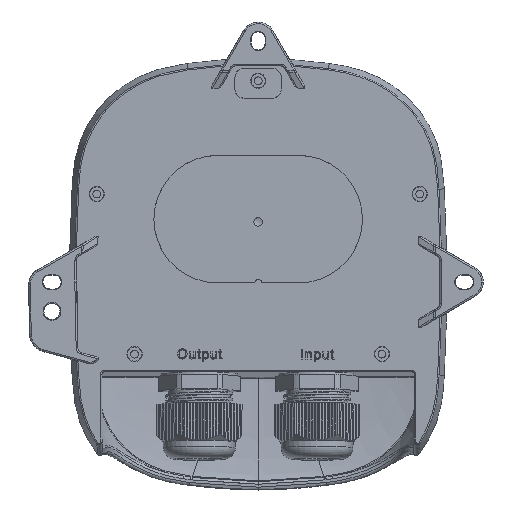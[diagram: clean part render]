
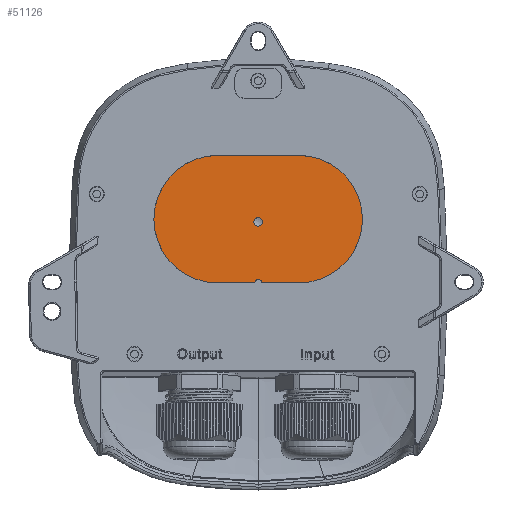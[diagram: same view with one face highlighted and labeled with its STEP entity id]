
A CAD part, top view. The second image highlights one B-rep face of the part: STEP entity #51126.
In plain terms, the highlighted planar face has unit normal (0, 0, 1).
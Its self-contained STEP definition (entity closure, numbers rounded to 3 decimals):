
#573 = DIRECTION ( 'NONE',  ( 0., 1., 0. ) ) ;
#1750 = CARTESIAN_POINT ( 'NONE',  ( 56.176, 60.509, 103.02 ) ) ;
#2379 = DIRECTION ( 'NONE',  ( -1., 0., 0. ) ) ;
#3352 = CARTESIAN_POINT ( 'NONE',  ( 69.476, 106.109, 103.02 ) ) ;
#3901 = AXIS2_PLACEMENT_3D ( 'NONE', #69032, #47822, #24219 ) ;
#5299 = ORIENTED_EDGE ( 'NONE', *, *, #21111, .T. ) ;
#5766 = DIRECTION ( 'NONE',  ( 0., 0., -1. ) ) ;
#7940 = LINE ( 'NONE', #68487, #20166 ) ;
#8692 = DIRECTION ( 'NONE',  ( -1., 0., 0. ) ) ;
#8801 = VECTOR ( 'NONE', #8692, 1000. ) ;
#9621 = ORIENTED_EDGE ( 'NONE', *, *, #25843, .T. ) ;
#9873 = CIRCLE ( 'NONE', #72818, 22.8 ) ;
#11074 = LINE ( 'NONE', #89299, #52148 ) ;
#11255 = CARTESIAN_POINT ( 'NONE',  ( 69.476, 60.509, 103.02 ) ) ;
#12527 = VERTEX_POINT ( 'NONE', #3352 ) ;
#12845 = VERTEX_POINT ( 'NONE', #27410 ) ;
#13690 = DIRECTION ( 'NONE',  ( 0., 0., 1. ) ) ;
#15095 = CARTESIAN_POINT ( 'NONE',  ( 40.476, 106.109, 103.02 ) ) ;
#18066 = PLANE ( 'NONE',  #38976 ) ;
#19562 = VECTOR ( 'NONE', #82301, 1000. ) ;
#20166 = VECTOR ( 'NONE', #573, 1000. ) ;
#21069 = DIRECTION ( 'NONE',  ( 0., -1., 0. ) ) ;
#21111 = EDGE_CURVE ( 'NONE', #12527, #84826, #82631, .T. ) ;
#21733 = VERTEX_POINT ( 'NONE', #1750 ) ;
#22265 = CARTESIAN_POINT ( 'NONE',  ( 53.776, 60.509, 103.02 ) ) ;
#23417 = EDGE_CURVE ( 'NONE', #82349, #12845, #7940, .T. ) ;
#24219 = DIRECTION ( 'NONE',  ( -1., 0., 0. ) ) ;
#25843 = EDGE_CURVE ( 'NONE', #27281, #82349, #85987, .T. ) ;
#26755 = CIRCLE ( 'NONE', #81881, 1.2 ) ;
#27281 = VERTEX_POINT ( 'NONE', #92730 ) ;
#27410 = CARTESIAN_POINT ( 'NONE',  ( 53.776, 60.609, 103.02 ) ) ;
#30860 = CARTESIAN_POINT ( 'NONE',  ( 54.976, 60.609, 103.02 ) ) ;
#31280 = EDGE_CURVE ( 'NONE', #87989, #12527, #75945, .T. ) ;
#32143 = EDGE_LOOP ( 'NONE', ( #76276, #47701, #63780, #5299, #49118, #9621, #86438, #56127 ) ) ;
#33676 = CARTESIAN_POINT ( 'NONE',  ( 56.496, 82.309, 103.02 ) ) ;
#35847 = DIRECTION ( 'NONE',  ( 0., 0., 1. ) ) ;
#38467 = EDGE_LOOP ( 'NONE', ( #74637, #42287 ) ) ;
#38976 = AXIS2_PLACEMENT_3D ( 'NONE', #40728, #70290, #2379 ) ;
#40150 = CARTESIAN_POINT ( 'NONE',  ( 40.476, 106.109, 103.02 ) ) ;
#40728 = CARTESIAN_POINT ( 'NONE',  ( 54.976, 92.3, 103.02 ) ) ;
#42287 = ORIENTED_EDGE ( 'NONE', *, *, #76499, .T. ) ;
#42640 = DIRECTION ( 'NONE',  ( 1., 0., 0. ) ) ;
#44198 = DIRECTION ( 'NONE',  ( 0., -1., 0. ) ) ;
#46651 = FACE_OUTER_BOUND ( 'NONE', #32143, .T. ) ;
#47701 = ORIENTED_EDGE ( 'NONE', *, *, #92728, .T. ) ;
#47822 = DIRECTION ( 'NONE',  ( 0., 0., -1. ) ) ;
#48690 = VECTOR ( 'NONE', #42640, 1000. ) ;
#49118 = ORIENTED_EDGE ( 'NONE', *, *, #60102, .T. ) ;
#49685 = CARTESIAN_POINT ( 'NONE',  ( 40.476, 83.309, 103.02 ) ) ;
#51126 = ADVANCED_FACE ( 'NONE', ( #46651, #78703 ), #18066, .T. ) ;
#52148 = VECTOR ( 'NONE', #88341, 1000. ) ;
#53866 = EDGE_CURVE ( 'NONE', #83245, #12845, #26755, .T. ) ;
#56127 = ORIENTED_EDGE ( 'NONE', *, *, #53866, .F. ) ;
#57126 = AXIS2_PLACEMENT_3D ( 'NONE', #82182, #35847, #44198 ) ;
#60102 = EDGE_CURVE ( 'NONE', #84826, #27281, #9873, .T. ) ;
#62456 = VERTEX_POINT ( 'NONE', #33676 ) ;
#63780 = ORIENTED_EDGE ( 'NONE', *, *, #31280, .T. ) ;
#63807 = CARTESIAN_POINT ( 'NONE',  ( 53.776, 60.509, 103.02 ) ) ;
#64062 = VERTEX_POINT ( 'NONE', #80641 ) ;
#65338 = DIRECTION ( 'NONE',  ( -1., 0., 0. ) ) ;
#66419 = CIRCLE ( 'NONE', #69605, 1.52 ) ;
#68487 = CARTESIAN_POINT ( 'NONE',  ( 53.776, 60.609, 103.02 ) ) ;
#69032 = CARTESIAN_POINT ( 'NONE',  ( 54.976, 82.309, 103.02 ) ) ;
#69605 = AXIS2_PLACEMENT_3D ( 'NONE', #73242, #5766, #65338 ) ;
#70290 = DIRECTION ( 'NONE',  ( 0., 0., 1. ) ) ;
#71688 = EDGE_CURVE ( 'NONE', #83245, #21733, #11074, .T. ) ;
#72448 = LINE ( 'NONE', #83261, #19562 ) ;
#72818 = AXIS2_PLACEMENT_3D ( 'NONE', #49685, #13690, #21069 ) ;
#72973 = EDGE_CURVE ( 'NONE', #64062, #62456, #66419, .T. ) ;
#73242 = CARTESIAN_POINT ( 'NONE',  ( 54.976, 82.309, 103.02 ) ) ;
#74637 = ORIENTED_EDGE ( 'NONE', *, *, #72973, .T. ) ;
#74705 = DIRECTION ( 'NONE',  ( 1., 0., 0. ) ) ;
#75945 = CIRCLE ( 'NONE', #57126, 22.8 ) ;
#76276 = ORIENTED_EDGE ( 'NONE', *, *, #71688, .T. ) ;
#76499 = EDGE_CURVE ( 'NONE', #62456, #64062, #85647, .T. ) ;
#78703 = FACE_BOUND ( 'NONE', #38467, .T. ) ;
#80641 = CARTESIAN_POINT ( 'NONE',  ( 53.456, 82.309, 103.02 ) ) ;
#81881 = AXIS2_PLACEMENT_3D ( 'NONE', #30860, #83106, #74705 ) ;
#82182 = CARTESIAN_POINT ( 'NONE',  ( 69.476, 83.309, 103.02 ) ) ;
#82301 = DIRECTION ( 'NONE',  ( 1., 0., 0. ) ) ;
#82349 = VERTEX_POINT ( 'NONE', #22265 ) ;
#82631 = LINE ( 'NONE', #15095, #8801 ) ;
#83106 = DIRECTION ( 'NONE',  ( 0., 0., 1. ) ) ;
#83245 = VERTEX_POINT ( 'NONE', #95170 ) ;
#83261 = CARTESIAN_POINT ( 'NONE',  ( 53.776, 60.509, 103.02 ) ) ;
#84826 = VERTEX_POINT ( 'NONE', #40150 ) ;
#85647 = CIRCLE ( 'NONE', #3901, 1.52 ) ;
#85987 = LINE ( 'NONE', #63807, #48690 ) ;
#86438 = ORIENTED_EDGE ( 'NONE', *, *, #23417, .T. ) ;
#87989 = VERTEX_POINT ( 'NONE', #11255 ) ;
#88341 = DIRECTION ( 'NONE',  ( 0., -1., 0. ) ) ;
#89299 = CARTESIAN_POINT ( 'NONE',  ( 56.176, 60.509, 103.02 ) ) ;
#92728 = EDGE_CURVE ( 'NONE', #21733, #87989, #72448, .T. ) ;
#92730 = CARTESIAN_POINT ( 'NONE',  ( 40.476, 60.509, 103.02 ) ) ;
#95170 = CARTESIAN_POINT ( 'NONE',  ( 56.176, 60.609, 103.02 ) ) ;
